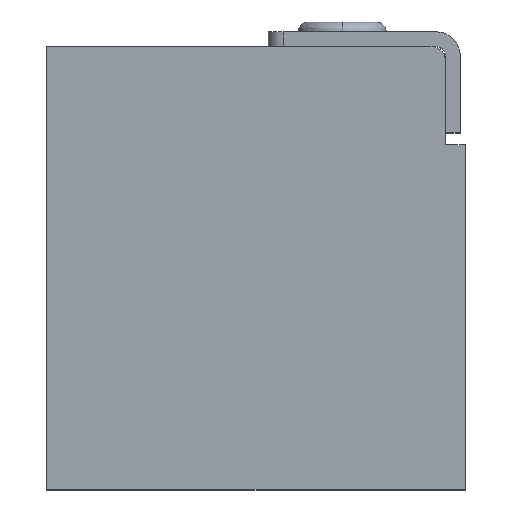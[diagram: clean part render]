
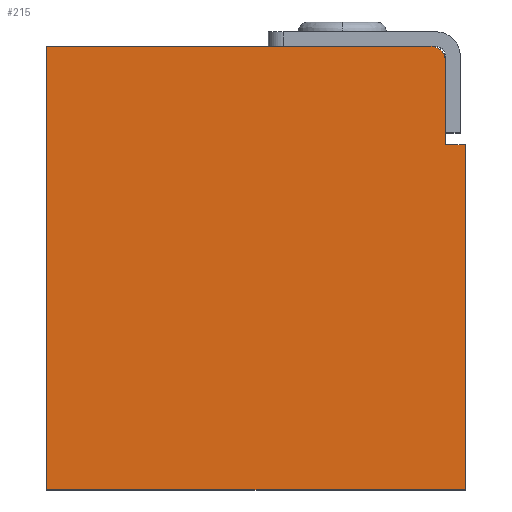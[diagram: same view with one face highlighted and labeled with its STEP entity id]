
A CAD part, top view. The second image highlights one B-rep face of the part: STEP entity #215.
In plain terms, the highlighted planar face has unit normal (0, 0, 1).
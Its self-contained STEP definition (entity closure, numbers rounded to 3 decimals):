
#215 = ADVANCED_FACE('',(#216),#275,.T.);
#216 = FACE_BOUND('',#217,.T.);
#217 = EDGE_LOOP('',(#218,#228,#236,#245,#253,#261,#269));
#218 = ORIENTED_EDGE('',*,*,#219,.F.);
#219 = EDGE_CURVE('',#220,#222,#224,.T.);
#220 = VERTEX_POINT('',#221);
#221 = CARTESIAN_POINT('',(2.1,7.,3.));
#222 = VERTEX_POINT('',#223);
#223 = CARTESIAN_POINT('',(2.5,7.,3.));
#224 = LINE('',#225,#226);
#225 = CARTESIAN_POINT('',(2.5,7.,3.));
#226 = VECTOR('',#227,1.);
#227 = DIRECTION('',(1.,0.,0.));
#228 = ORIENTED_EDGE('',*,*,#229,.F.);
#229 = EDGE_CURVE('',#230,#220,#232,.T.);
#230 = VERTEX_POINT('',#231);
#231 = CARTESIAN_POINT('',(2.1,8.7,3.));
#232 = LINE('',#233,#234);
#233 = CARTESIAN_POINT('',(2.1,7.,3.));
#234 = VECTOR('',#235,1.);
#235 = DIRECTION('',(0.,-1.,-0.));
#236 = ORIENTED_EDGE('',*,*,#237,.F.);
#237 = EDGE_CURVE('',#238,#230,#240,.T.);
#238 = VERTEX_POINT('',#239);
#239 = CARTESIAN_POINT('',(1.8,9.,3.));
#240 = CIRCLE('',#241,0.3);
#241 = AXIS2_PLACEMENT_3D('',#242,#243,#244);
#242 = CARTESIAN_POINT('',(1.8,8.7,3.));
#243 = DIRECTION('',(0.,0.,-1.));
#244 = DIRECTION('',(-1.,0.,0.));
#245 = ORIENTED_EDGE('',*,*,#246,.T.);
#246 = EDGE_CURVE('',#238,#247,#249,.T.);
#247 = VERTEX_POINT('',#248);
#248 = CARTESIAN_POINT('',(-6.,9.,3.));
#249 = LINE('',#250,#251);
#250 = CARTESIAN_POINT('',(2.5,9.,3.));
#251 = VECTOR('',#252,1.);
#252 = DIRECTION('',(-1.,-0.,0.));
#253 = ORIENTED_EDGE('',*,*,#254,.T.);
#254 = EDGE_CURVE('',#247,#255,#257,.T.);
#255 = VERTEX_POINT('',#256);
#256 = CARTESIAN_POINT('',(-6.,0.,3.));
#257 = LINE('',#258,#259);
#258 = CARTESIAN_POINT('',(-6.,0.,3.));
#259 = VECTOR('',#260,1.);
#260 = DIRECTION('',(0.,-1.,-0.));
#261 = ORIENTED_EDGE('',*,*,#262,.T.);
#262 = EDGE_CURVE('',#255,#263,#265,.T.);
#263 = VERTEX_POINT('',#264);
#264 = CARTESIAN_POINT('',(2.5,0.,3.));
#265 = LINE('',#266,#267);
#266 = CARTESIAN_POINT('',(2.5,0.,3.));
#267 = VECTOR('',#268,1.);
#268 = DIRECTION('',(1.,0.,-0.));
#269 = ORIENTED_EDGE('',*,*,#270,.T.);
#270 = EDGE_CURVE('',#263,#222,#271,.T.);
#271 = LINE('',#272,#273);
#272 = CARTESIAN_POINT('',(2.5,0.,3.));
#273 = VECTOR('',#274,1.);
#274 = DIRECTION('',(-0.,1.,0.));
#275 = PLANE('',#276);
#276 = AXIS2_PLACEMENT_3D('',#277,#278,#279);
#277 = CARTESIAN_POINT('',(2.5,0.,3.));
#278 = DIRECTION('',(0.,0.,1.));
#279 = DIRECTION('',(1.,0.,-0.));
